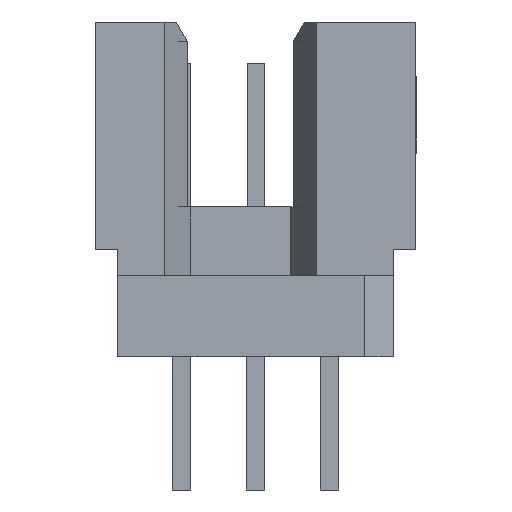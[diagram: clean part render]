
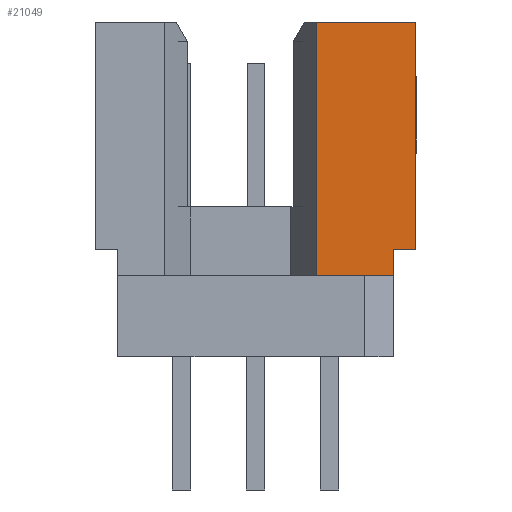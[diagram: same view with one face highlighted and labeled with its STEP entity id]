
A CAD part, left-side view. The second image highlights one B-rep face of the part: STEP entity #21049.
In plain terms, the highlighted planar face has unit normal (-1, 0, 0).
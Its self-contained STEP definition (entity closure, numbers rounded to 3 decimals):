
#88=DIRECTION('',(0.,1.,0.));
#89=VECTOR('',#88,0.765);
#90=CARTESIAN_POINT('',(-66.865,-5.5,-7.8));
#91=LINE('',#90,#89);
#92=DIRECTION('',(0.,0.,1.));
#93=VECTOR('',#92,8.715);
#94=CARTESIAN_POINT('',(-66.865,-2.076,-8.715));
#95=LINE('',#94,#93);
#96=DIRECTION('',(0.,-1.,0.));
#97=VECTOR('',#96,3.424);
#98=CARTESIAN_POINT('',(-66.865,-2.076,0.));
#99=LINE('',#98,#97);
#100=DIRECTION('',(0.,0.,-1.));
#101=VECTOR('',#100,7.8);
#102=CARTESIAN_POINT('',(-66.865,-5.5,0.));
#103=LINE('',#102,#101);
#304=DIRECTION('',(0.,1.,0.));
#305=VECTOR('',#304,2.659);
#306=CARTESIAN_POINT('',(-66.865,-4.735,-8.715));
#307=LINE('',#306,#305);
#356=DIRECTION('',(0.,0.,-1.));
#357=VECTOR('',#356,0.915);
#358=CARTESIAN_POINT('',(-66.865,-4.735,-7.8));
#359=LINE('',#358,#357);
#15790=CARTESIAN_POINT('',(-66.865,-5.5,0.));
#15791=CARTESIAN_POINT('',(-66.865,-5.5,-7.8));
#15792=VERTEX_POINT('',#15790);
#15793=VERTEX_POINT('',#15791);
#15838=CARTESIAN_POINT('',(-66.865,-2.076,-8.715));
#15840=VERTEX_POINT('',#15838);
#15868=CARTESIAN_POINT('',(-66.865,-4.735,-8.715));
#15870=VERTEX_POINT('',#15868);
#15872=CARTESIAN_POINT('',(-66.865,-4.735,-7.8));
#15873=VERTEX_POINT('',#15872);
#15876=CARTESIAN_POINT('',(-66.865,-2.076,0.));
#15877=VERTEX_POINT('',#15876);
#21030=CARTESIAN_POINT('',(-66.865,0.,0.));
#21031=DIRECTION('',(1.,0.,0.));
#21032=DIRECTION('',(0.,0.,-1.));
#21033=AXIS2_PLACEMENT_3D('',#21030,#21031,#21032);
#21034=PLANE('',#21033);
#21036=ORIENTED_EDGE('',*,*,#21035,.T.);
#21038=ORIENTED_EDGE('',*,*,#21037,.T.);
#21040=ORIENTED_EDGE('',*,*,#21039,.T.);
#21042=ORIENTED_EDGE('',*,*,#21041,.T.);
#21044=ORIENTED_EDGE('',*,*,#21043,.T.);
#21046=ORIENTED_EDGE('',*,*,#21045,.T.);
#21047=EDGE_LOOP('',(#21036,#21038,#21040,#21042,#21044,#21046));
#21048=FACE_OUTER_BOUND('',#21047,.F.);
#21049=ADVANCED_FACE('',(#21048),#21034,.F.);
#21035=EDGE_CURVE('',#15793,#15873,#91,.T.);
#21037=EDGE_CURVE('',#15873,#15870,#359,.T.);
#21039=EDGE_CURVE('',#15870,#15840,#307,.T.);
#21041=EDGE_CURVE('',#15840,#15877,#95,.T.);
#21043=EDGE_CURVE('',#15877,#15792,#99,.T.);
#21045=EDGE_CURVE('',#15792,#15793,#103,.T.);
